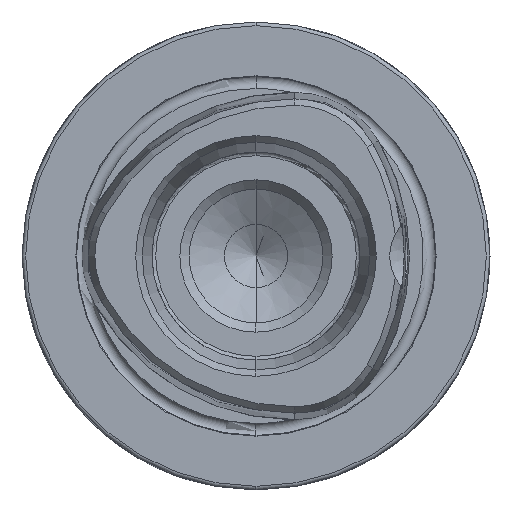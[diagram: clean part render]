
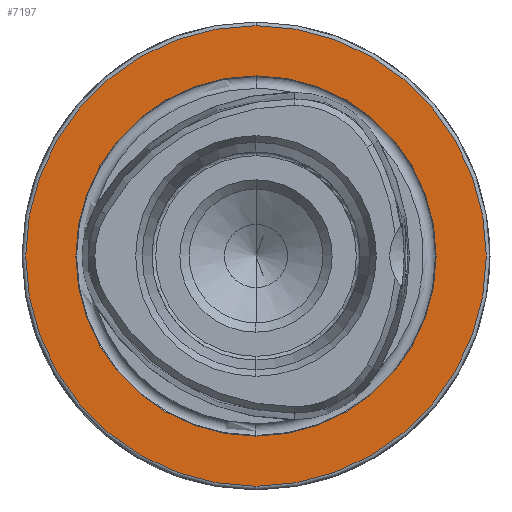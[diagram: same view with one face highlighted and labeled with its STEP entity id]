
A CAD part, left-side view. The second image highlights one B-rep face of the part: STEP entity #7197.
In plain terms, the highlighted planar face has unit normal (-1, 0, 0).
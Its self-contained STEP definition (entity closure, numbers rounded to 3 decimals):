
#93 = FACE_OUTER_BOUND ( 'NONE', #7816, .T. ) ;
#142 = DIRECTION ( 'NONE',  ( 0., 0., 1. ) ) ;
#205 = DIRECTION ( 'NONE',  ( -1., 0., 0. ) ) ;
#210 = CIRCLE ( 'NONE', #426, 31. ) ;
#426 = AXIS2_PLACEMENT_3D ( 'NONE', #3844, #205, #142 ) ;
#590 = ORIENTED_EDGE ( 'NONE', *, *, #1435, .T. ) ;
#972 = AXIS2_PLACEMENT_3D ( 'NONE', #4736, #3290, #1203 ) ;
#1203 = DIRECTION ( 'NONE',  ( 0., 0., 1. ) ) ;
#1292 = DIRECTION ( 'NONE',  ( -1., 0., 0. ) ) ;
#1317 = CARTESIAN_POINT ( 'NONE',  ( 0., 0., 0. ) ) ;
#1435 = EDGE_CURVE ( 'NONE', #2167, #4835, #6836, .T. ) ;
#1548 = CARTESIAN_POINT ( 'NONE',  ( 0., 24.25, 0. ) ) ;
#1664 = ORIENTED_EDGE ( 'NONE', *, *, #8019, .F. ) ;
#1835 = EDGE_CURVE ( 'NONE', #4835, #2167, #210, .T. ) ;
#1922 = ORIENTED_EDGE ( 'NONE', *, *, #1835, .T. ) ;
#1971 = DIRECTION ( 'NONE',  ( 0., 0., 1. ) ) ;
#2064 = CARTESIAN_POINT ( 'NONE',  ( 0., 0., 0. ) ) ;
#2167 = VERTEX_POINT ( 'NONE', #5762 ) ;
#2897 = CARTESIAN_POINT ( 'NONE',  ( 0., 0., 24.25 ) ) ;
#3121 = FACE_BOUND ( 'NONE', #8004, .T. ) ;
#3290 = DIRECTION ( 'NONE',  ( -1., 0., 0. ) ) ;
#3651 = AXIS2_PLACEMENT_3D ( 'NONE', #1548, #6577, #8002 ) ;
#3731 = AXIS2_PLACEMENT_3D ( 'NONE', #1317, #1292, #5698 ) ;
#3824 = AXIS2_PLACEMENT_3D ( 'NONE', #2064, #4808, #1971 ) ;
#3844 = CARTESIAN_POINT ( 'NONE',  ( 0., 0., 0. ) ) ;
#3857 = EDGE_CURVE ( 'NONE', #7537, #7615, #4596, .T. ) ;
#4261 = CARTESIAN_POINT ( 'NONE',  ( 0., 0., -24.25 ) ) ;
#4391 = PLANE ( 'NONE',  #3651 ) ;
#4596 = CIRCLE ( 'NONE', #3731, 24.25 ) ;
#4736 = CARTESIAN_POINT ( 'NONE',  ( 0., 0., 0. ) ) ;
#4808 = DIRECTION ( 'NONE',  ( -1., 0., 0. ) ) ;
#4835 = VERTEX_POINT ( 'NONE', #7229 ) ;
#5698 = DIRECTION ( 'NONE',  ( 0., 0., 1. ) ) ;
#5762 = CARTESIAN_POINT ( 'NONE',  ( 0., 0., 31. ) ) ;
#6577 = DIRECTION ( 'NONE',  ( 1., 0., 0. ) ) ;
#6836 = CIRCLE ( 'NONE', #972, 31. ) ;
#7197 = ADVANCED_FACE ( 'NONE', ( #3121, #93 ), #4391, .F. ) ;
#7229 = CARTESIAN_POINT ( 'NONE',  ( 0., 0., -31. ) ) ;
#7293 = ORIENTED_EDGE ( 'NONE', *, *, #3857, .F. ) ;
#7356 = CIRCLE ( 'NONE', #3824, 24.25 ) ;
#7537 = VERTEX_POINT ( 'NONE', #4261 ) ;
#7615 = VERTEX_POINT ( 'NONE', #2897 ) ;
#7816 = EDGE_LOOP ( 'NONE', ( #590, #1922 ) ) ;
#8002 = DIRECTION ( 'NONE',  ( 0., 0., -1. ) ) ;
#8004 = EDGE_LOOP ( 'NONE', ( #1664, #7293 ) ) ;
#8019 = EDGE_CURVE ( 'NONE', #7615, #7537, #7356, .T. ) ;
